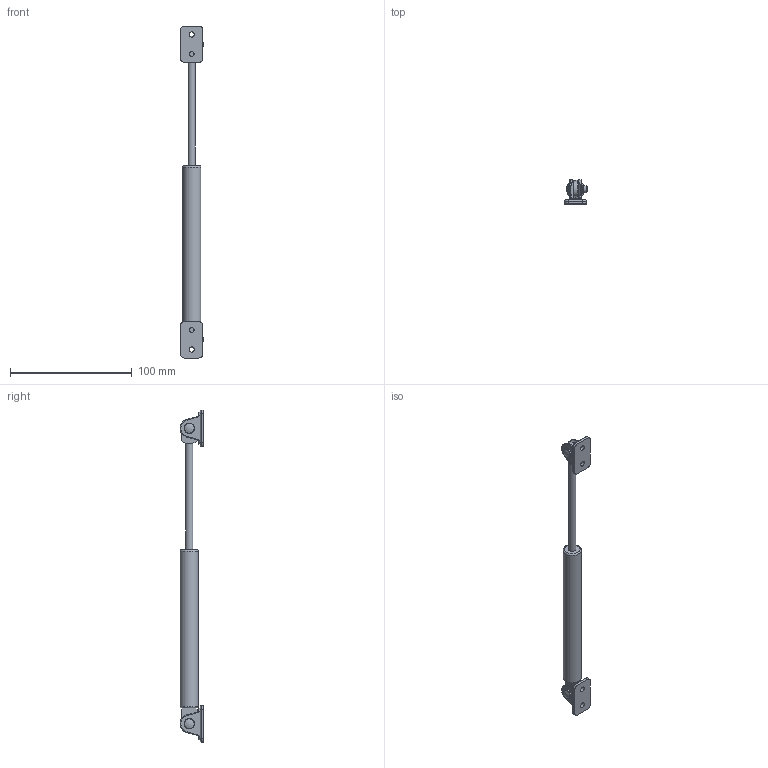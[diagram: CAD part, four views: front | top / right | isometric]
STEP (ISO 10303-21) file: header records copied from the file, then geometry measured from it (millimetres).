
FILE_DESCRIPTION(/* description */ (''),/* implementation_level */ '2;1');
FILE_NAME(/* name */ '700013.stp',/* time_stamp */ '2013-12-08T11:49:04+01:00',/* author */ ('PC'),/* organization */ (''),/* preprocessor_version */ 'ST-DEVELOPER v15.2',/* originating_system */ 'Autodesk Inventor 2014',/* authorisation */ '');
FILE_SCHEMA (('AUTOMOTIVE_DESIGN { 1 0 10303 214 3 1 1 }'));
Length unit declared in the file: millimetre
Products named in the file (4): 700013-1; 700013-2; 700089; 700013
Bounding box: 18.5 x 19.5 x 273 mm (x, y, z)
Volume: 30082.3 mm3; surface area: 17872.2 mm2
Topology: 6 solids, 6 shells, 171 faces, 407 edges, 259 vertices
Faces by surface type: plane 73, cylinder 65, torus 20, bspline 8, cone 3, sphere 2
Full cylindrical faces by diameter (mm): 4.2 x4, 4.8 x2, 5.6 x4, 6 x4, 6.4 x4, 8 x4, 8.2 x2, 8.5 x2, 15 x1
Entity records: 3231 total; most frequent: CARTESIAN_POINT 771, DIRECTION 502, ORIENTED_EDGE 426, EDGE_CURVE 213, AXIS2_PLACEMENT_3D 204, VERTEX_POINT 147, EDGE_LOOP 140, ADVANCED_FACE 101
